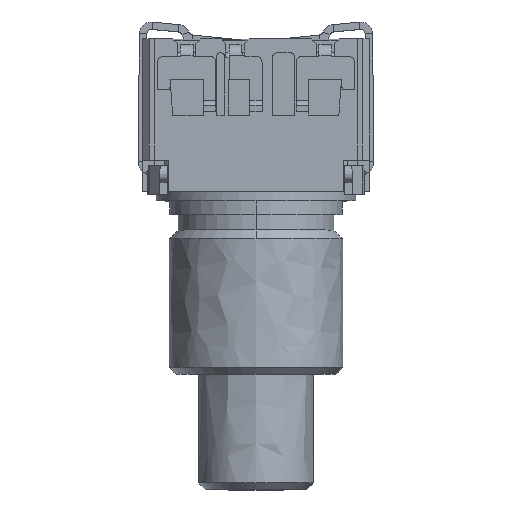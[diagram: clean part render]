
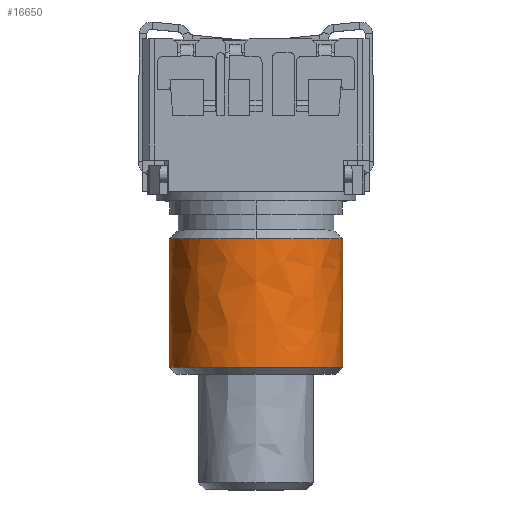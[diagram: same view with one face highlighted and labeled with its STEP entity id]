
A CAD part, top view. The second image highlights one B-rep face of the part: STEP entity #16650.
In plain terms, the highlighted free-form (B-spline) face has degree [3, 3] with [7, 4] control points.
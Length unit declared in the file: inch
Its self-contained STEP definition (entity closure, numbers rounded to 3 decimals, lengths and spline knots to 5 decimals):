
#4826=CARTESIAN_POINT('',(0.,-0.329,0.));
#4827=DIRECTION('',(0.,1.,0.));
#4828=DIRECTION('',(0.,0.,1.));
#4829=AXIS2_PLACEMENT_3D('',#4826,#4827,#4828);
#4856=CARTESIAN_POINT('',(0.,-0.329,0.));
#4857=DIRECTION('',(0.,1.,0.));
#4858=DIRECTION('',(-1.,0.,0.));
#4859=AXIS2_PLACEMENT_3D('',#4856,#4857,#4858);
#4864=DIRECTION('',(0.,-1.,0.));
#4865=VECTOR('',#4864,0.278);
#4866=CARTESIAN_POINT('',(0.1875,-0.329,0.));
#4867=LINE('',#4866,#4865);
#4871=DIRECTION('',(0.,-1.,0.));
#4872=VECTOR('',#4871,0.278);
#4873=CARTESIAN_POINT('',(-0.1875,-0.329,0.));
#4874=LINE('',#4873,#4872);
#4886=CARTESIAN_POINT('',(0.,-0.607,0.));
#4887=DIRECTION('',(0.,-1.,0.));
#4888=DIRECTION('',(1.,0.,0.));
#4889=AXIS2_PLACEMENT_3D('',#4886,#4887,#4888);
#10995=CARTESIAN_POINT('',(0.1875,-0.607,0.));
#10996=CARTESIAN_POINT('',(-0.1875,-0.607,0.));
#10997=VERTEX_POINT('',#10995);
#10998=VERTEX_POINT('',#10996);
#11024=CARTESIAN_POINT('',(-0.1875,-0.329,0.));
#11026=VERTEX_POINT('',#11024);
#11027=CARTESIAN_POINT('',(0.1875,-0.329,0.));
#11028=VERTEX_POINT('',#11027);
#11029=CARTESIAN_POINT('',(0.,-0.329,0.1875));
#11030=VERTEX_POINT('',#11029);
#16613=CARTESIAN_POINT('',(-0.18713,-0.61256,-0.01177));
#16614=CARTESIAN_POINT('',(-0.18713,-0.51619,
-0.01177));
#16615=CARTESIAN_POINT('',(-0.18713,-0.41981,
-0.01177));
#16616=CARTESIAN_POINT('',(-0.18713,-0.32344,-0.01177));
#16617=CARTESIAN_POINT('',(-0.19438,-0.61256,0.10339));
#16618=CARTESIAN_POINT('',(-0.19438,-0.51619,
0.10339));
#16619=CARTESIAN_POINT('',(-0.19438,-0.41981,
0.10339));
#16620=CARTESIAN_POINT('',(-0.19438,-0.32344,0.10339));
#16621=CARTESIAN_POINT('',(-0.11539,-0.61256,0.1875));
#16622=CARTESIAN_POINT('',(-0.11539,-0.51619,0.1875));
#16623=CARTESIAN_POINT('',(-0.11539,-0.41981,0.1875));
#16624=CARTESIAN_POINT('',(-0.11539,-0.32344,0.1875));
#16625=CARTESIAN_POINT('',(0.,-0.61256,0.1875));
#16626=CARTESIAN_POINT('',(0.,-0.51619,0.1875));
#16627=CARTESIAN_POINT('',(0.,-0.41981,0.1875));
#16628=CARTESIAN_POINT('',(0.,-0.32344,0.1875));
#16629=CARTESIAN_POINT('',(0.11539,-0.61256,0.1875));
#16630=CARTESIAN_POINT('',(0.11539,-0.51619,0.1875));
#16631=CARTESIAN_POINT('',(0.11539,-0.41981,0.1875));
#16632=CARTESIAN_POINT('',(0.11539,-0.32344,0.1875));
#16633=CARTESIAN_POINT('',(0.19438,-0.61256,0.10339));
#16634=CARTESIAN_POINT('',(0.19438,-0.51619,
0.10339));
#16635=CARTESIAN_POINT('',(0.19438,-0.41981,
0.10339));
#16636=CARTESIAN_POINT('',(0.19438,-0.32344,0.10339));
#16637=CARTESIAN_POINT('',(0.18713,-0.61256,-0.01177));
#16638=CARTESIAN_POINT('',(0.18713,-0.51619,
-0.01177));
#16639=CARTESIAN_POINT('',(0.18713,-0.41981,
-0.01177));
#16640=CARTESIAN_POINT('',(0.18713,-0.32344,-0.01177));
#16641=(BOUNDED_SURFACE()B_SPLINE_SURFACE(3,3,((#16613,#16614,#16615,#16616),(
#16617,#16618,#16619,#16620),(#16621,#16622,#16623,#16624),(#16625,#16626,
#16627,#16628),(#16629,#16630,#16631,#16632),(#16633,#16634,#16635,#16636),(
#16637,#16638,#16639,#16640)),.UNSPECIFIED.,.F.,.F.,.F.)B_SPLINE_SURFACE_WITH_KNOTS((4,3,4),(4,4),(0.,1.,2.),(0.03294,0.32206),.UNSPECIFIED.)GEOMETRIC_REPRESENTATION_ITEM()RATIONAL_B_SPLINE_SURFACE(((1.187,
1.187,1.187,1.187),(0.938,
0.938,0.938,0.938),(0.938,
0.938,0.938,0.938),(1.187,
1.187,1.187,1.187),(0.938,
0.938,0.938,0.938),(0.938,
0.938,0.938,0.938),(1.187,
1.187,1.187,1.187)))REPRESENTATION_ITEM('')SURFACE());
#16642=ORIENTED_EDGE('',*,*,#16608,.T.);
#16643=ORIENTED_EDGE('',*,*,#16524,.T.);
#16644=ORIENTED_EDGE('',*,*,#16569,.T.);
#16646=ORIENTED_EDGE('',*,*,#16645,.T.);
#16647=ORIENTED_EDGE('',*,*,#16565,.F.);
#16648=EDGE_LOOP('',(#16642,#16643,#16644,#16646,#16647));
#16649=FACE_OUTER_BOUND('',#16648,.F.);
#16650=ADVANCED_FACE('',(#16649),#16641,.T.);
#4830=CIRCLE('',#4829,0.1875);
#4860=CIRCLE('',#4859,0.1875);
#4890=CIRCLE('',#4889,0.1875);
#16524=EDGE_CURVE('',#11030,#11028,#4830,.T.);
#16565=EDGE_CURVE('',#11026,#10998,#4874,.T.);
#16569=EDGE_CURVE('',#11028,#10997,#4867,.T.);
#16608=EDGE_CURVE('',#11026,#11030,#4860,.T.);
#16645=EDGE_CURVE('',#10997,#10998,#4890,.T.);
